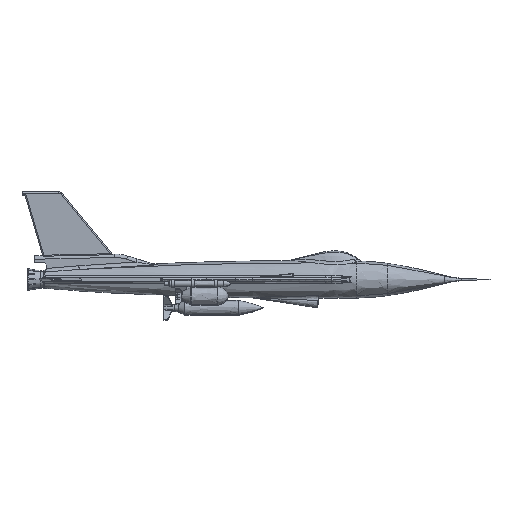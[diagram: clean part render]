
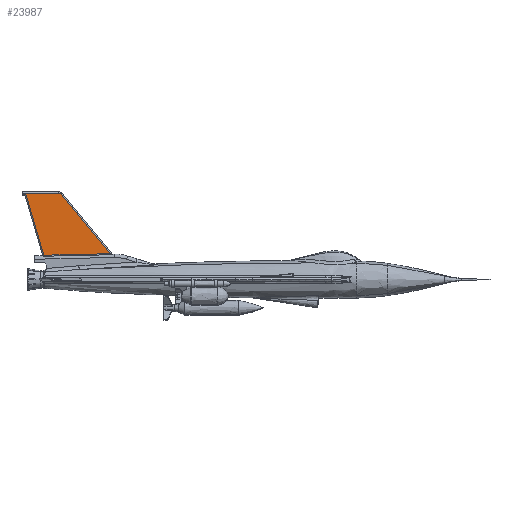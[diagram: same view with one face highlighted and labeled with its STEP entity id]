
A CAD part, left-side view. The second image highlights one B-rep face of the part: STEP entity #23987.
In plain terms, the highlighted free-form (B-spline) face has degree [1, 1] with [2, 2] control points.
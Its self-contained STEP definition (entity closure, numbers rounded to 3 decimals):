
#22315 = VERTEX_POINT('',#22316);
#22316 = CARTESIAN_POINT('',(-1.583,327.509,
    32.642));
#22327 = VERTEX_POINT('',#22328);
#22328 = CARTESIAN_POINT('',(-1.583,411.313,
    30.773));
#22336 = EDGE_CURVE('',#22315,#22327,#22337,.T.);
#22337 = B_SPLINE_CURVE_WITH_KNOTS('',1,(#22338,#22339),.UNSPECIFIED.,
  .F.,.F.,(2,2),(-51.56,27.88),
  .PIECEWISE_BEZIER_KNOTS.);
#22338 = CARTESIAN_POINT('',(-1.583,327.509,
    32.642));
#22339 = CARTESIAN_POINT('',(-1.583,411.313,
    30.773));
#23987 = ADVANCED_FACE('',(#23988),#24040,.F.);
#23988 = FACE_BOUND('',#23989,.T.);
#23989 = EDGE_LOOP('',(#23990,#23997,#24005,#24012,#24019,#24026,#24034,
    #24039));
#23990 = ORIENTED_EDGE('',*,*,#23991,.F.);
#23991 = EDGE_CURVE('',#23992,#22315,#23994,.T.);
#23992 = VERTEX_POINT('',#23993);
#23993 = CARTESIAN_POINT('',(-1.583,389.433,
    107.866));
#23994 = B_SPLINE_CURVE_WITH_KNOTS('',1,(#23995,#23996),.UNSPECIFIED.,
  .F.,.F.,(2,2),(-46.169,46.169),
  .PIECEWISE_BEZIER_KNOTS.);
#23995 = CARTESIAN_POINT('',(-1.583,389.433,
    107.866));
#23996 = CARTESIAN_POINT('',(-1.583,327.509,
    32.642));
#23997 = ORIENTED_EDGE('',*,*,#23998,.F.);
#23998 = EDGE_CURVE('',#23999,#23992,#24001,.T.);
#23999 = VERTEX_POINT('',#24000);
#24000 = CARTESIAN_POINT('',(-1.583,392.284,
    109.212));
#24001 = ( BOUNDED_CURVE() B_SPLINE_CURVE(2,(#24002,#24003,#24004),
.UNSPECIFIED.,.F.,.F.) B_SPLINE_CURVE_WITH_KNOTS((3,3),(0.,
0.882),.PIECEWISE_BEZIER_KNOTS.) CURVE() 
GEOMETRIC_REPRESENTATION_ITEM() RATIONAL_B_SPLINE_CURVE((1.,
0.904,1.)) REPRESENTATION_ITEM('') );
#24002 = CARTESIAN_POINT('',(-1.583,392.284,
    109.212));
#24003 = CARTESIAN_POINT('',(-1.583,390.541,
    109.212));
#24004 = CARTESIAN_POINT('',(-1.583,389.433,
    107.866));
#24005 = ORIENTED_EDGE('',*,*,#24006,.T.);
#24006 = EDGE_CURVE('',#23999,#24007,#24009,.T.);
#24007 = VERTEX_POINT('',#24008);
#24008 = CARTESIAN_POINT('',(-1.583,437.493,
    109.212));
#24009 = B_SPLINE_CURVE_WITH_KNOTS('',1,(#24010,#24011),.UNSPECIFIED.,
  .F.,.F.,(2,2),(-21.422,21.422),.PIECEWISE_BEZIER_KNOTS.);
#24010 = CARTESIAN_POINT('',(-1.583,392.284,
    109.212));
#24011 = CARTESIAN_POINT('',(-1.583,437.493,
    109.212));
#24012 = ORIENTED_EDGE('',*,*,#24013,.T.);
#24013 = EDGE_CURVE('',#24007,#24014,#24016,.T.);
#24014 = VERTEX_POINT('',#24015);
#24015 = CARTESIAN_POINT('',(-1.583,437.493,
    108.157));
#24016 = B_SPLINE_CURVE_WITH_KNOTS('',1,(#24017,#24018),.UNSPECIFIED.,
  .F.,.F.,(2,2),(-0.5,0.5),.PIECEWISE_BEZIER_KNOTS.);
#24017 = CARTESIAN_POINT('',(-1.583,437.493,
    109.212));
#24018 = CARTESIAN_POINT('',(-1.583,437.493,
    108.157));
#24019 = ORIENTED_EDGE('',*,*,#24020,.F.);
#24020 = EDGE_CURVE('',#24021,#24014,#24023,.T.);
#24021 = VERTEX_POINT('',#24022);
#24022 = CARTESIAN_POINT('',(-1.583,436.86,
    108.157));
#24023 = B_SPLINE_CURVE_WITH_KNOTS('',1,(#24024,#24025),.UNSPECIFIED.,
  .F.,.F.,(2,2),(-0.3,0.3),.PIECEWISE_BEZIER_KNOTS.);
#24024 = CARTESIAN_POINT('',(-1.583,436.86,
    108.157));
#24025 = CARTESIAN_POINT('',(-1.583,437.493,
    108.157));
#24026 = ORIENTED_EDGE('',*,*,#24027,.T.);
#24027 = EDGE_CURVE('',#24021,#24028,#24030,.T.);
#24028 = VERTEX_POINT('',#24029);
#24029 = CARTESIAN_POINT('',(-1.583,433.318,
    105.507));
#24030 = ( BOUNDED_CURVE() B_SPLINE_CURVE(2,(#24031,#24032,#24033),
.UNSPECIFIED.,.F.,.F.) B_SPLINE_CURVE_WITH_KNOTS((3,3),(0.,1.284
),.PIECEWISE_BEZIER_KNOTS.) CURVE() GEOMETRIC_REPRESENTATION_ITEM() 
RATIONAL_B_SPLINE_CURVE((1.,0.801,1.)) REPRESENTATION_ITEM('') 
  );
#24031 = CARTESIAN_POINT('',(-1.583,436.86,
    108.157));
#24032 = CARTESIAN_POINT('',(-1.583,434.098,
    108.157));
#24033 = CARTESIAN_POINT('',(-1.583,433.318,
    105.507));
#24034 = ORIENTED_EDGE('',*,*,#24035,.F.);
#24035 = EDGE_CURVE('',#22327,#24028,#24036,.T.);
#24036 = B_SPLINE_CURVE_WITH_KNOTS('',1,(#24037,#24038),.UNSPECIFIED.,
  .F.,.F.,(2,2),(-36.916,36.916),
  .PIECEWISE_BEZIER_KNOTS.);
#24037 = CARTESIAN_POINT('',(-1.583,411.313,
    30.773));
#24038 = CARTESIAN_POINT('',(-1.583,433.318,
    105.507));
#24039 = ORIENTED_EDGE('',*,*,#22336,.F.);
#24040 = B_SPLINE_SURFACE_WITH_KNOTS('',1,1,(
    (#24041,#24042)
    ,(#24043,#24044
    )),.UNSPECIFIED.,.F.,.F.,.F.,(2,2),(2,2),(310.379,
    414.609),(29.163,103.5),.PIECEWISE_BEZIER_KNOTS.);
#24041 = CARTESIAN_POINT('',(-1.583,327.509,
    30.773));
#24042 = CARTESIAN_POINT('',(-1.583,327.509,
    109.212));
#24043 = CARTESIAN_POINT('',(-1.583,437.493,
    30.773));
#24044 = CARTESIAN_POINT('',(-1.583,437.493,
    109.212));
